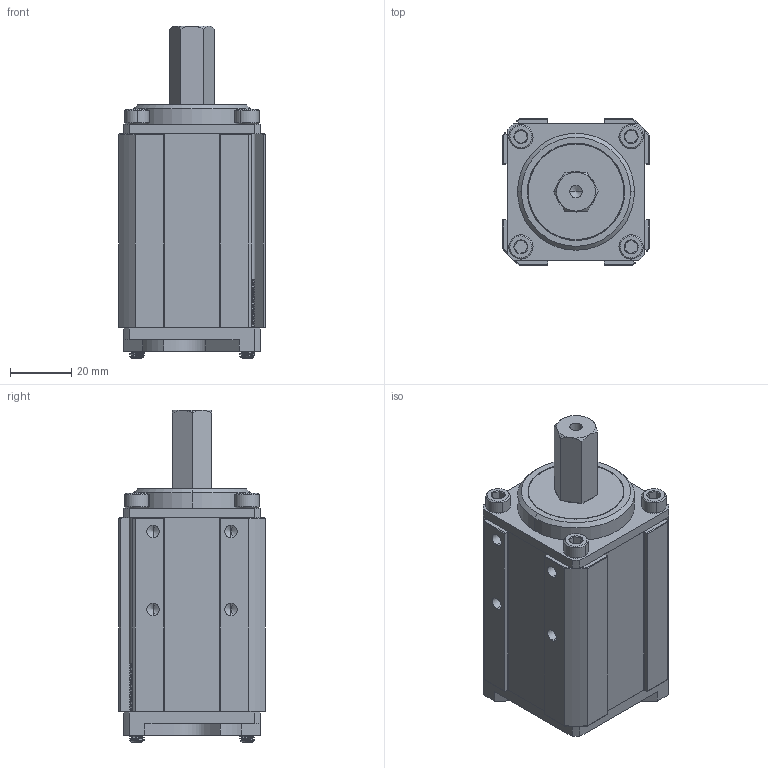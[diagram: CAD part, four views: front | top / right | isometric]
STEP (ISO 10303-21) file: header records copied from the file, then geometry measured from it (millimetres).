
FILE_DESCRIPTION (( 'STEP AP203' ), '1' );
FILE_NAME ('am-3758 - 100_1 - 57 Sport.STEP', '2017-11-21T21:42:17', ( '' ), ( '' ), 'SwSTEP 2.0', 'SolidWorks 2017', '' );
FILE_SCHEMA (( 'CONFIG_CONTROL_DESIGN' ));
Length unit declared in the file: inch
Products named in the file (21): 18T Short Planet Gear; 5_1 HD Output Stage Carrier Plate; FR8ZZ Bearing; am-XXXX - 5_1 Stage; 18T Long Planet Gear; retaining Ring 0500 - Mcm 98410A122_98410A122; am-3758 - 100_1 - 57 Sport; 5_1 HD Output Stage; am-XXXX - 57 Sport 500 Hex Output Plug; 5_1 Sun Gear 57 Sport Stage Carrier Plate; am-XXXX - 57 Sport 3 Stage Ring Gear Housing; 12T Sun Gear; Thrust washer - 775 Sport; 16T Planet Gear; am-3765 - 57 Sport Motor Block; am-XXXX - 5_1 Sun Gear 4_1 Carrier Plate; 10-32 x 3.000 SHCS_90128A969; am-XXXX - 57 Sport 500 Hex Shaft; 5_1 Stage Carrier Plate; 10-32 X 375 SHCS_90128A940; Output Block
Assembly tree (33 placements, depth 3):
  am-3758 - 100_1 - 57 Sport
    am-XXXX - 57 Sport 500 Hex Output Plug
      am-XXXX - 57 Sport 500 Hex Shaft
      Output Block
      FR8ZZ Bearing  x2
      retaining Ring 0500 - Mcm 98410A122_98410A122
    am-XXXX - 57 Sport 3 Stage Ring Gear Housing
    Thrust washer - 775 Sport
    am-3765 - 57 Sport Motor Block
    10-32 x 3.000 SHCS_90128A969  x2
    10-32 X 375 SHCS_90128A940  x2
    5_1 HD Output Stage
      5_1 HD Output Stage Carrier Plate
      18T Long Planet Gear  x4
    am-XXXX - 5_1 Sun Gear 4_1 Carrier Plate
      5_1 Sun Gear 57 Sport Stage Carrier Plate
      12T Sun Gear
      16T Planet Gear  x4
    am-XXXX - 5_1 Stage
      5_1 Stage Carrier Plate
      18T Short Planet Gear  x4
      12T Sun Gear
Bounding box: 47.62 x 47.62 x 108.2 mm (x, y, z)
Volume: 134603.8 mm3; surface area: 75937.2 mm2
Topology: 29 solids, 29 shells, 2221 faces, 6174 edges, 4031 vertices
Faces by surface type: cylinder 1812, plane 216, cone 139, torus 42, bspline 12
Entity records: 47649 total; most frequent: CARTESIAN_POINT 15567, DIRECTION 6474, ORIENTED_EDGE 6282, EDGE_CURVE 3141, AXIS2_PLACEMENT_3D 2654, VERTEX_POINT 2047, CIRCLE 1448, EDGE_LOOP 1270
